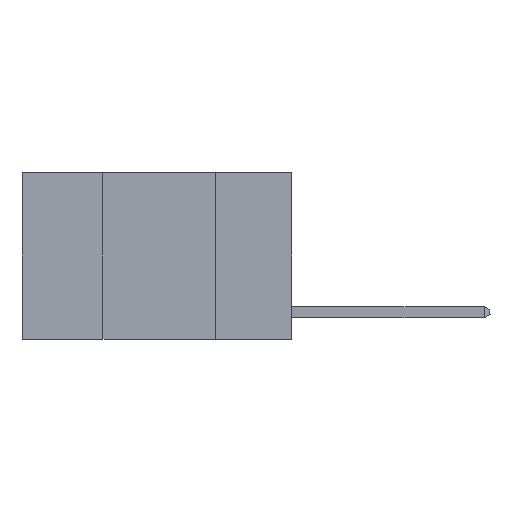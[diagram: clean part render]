
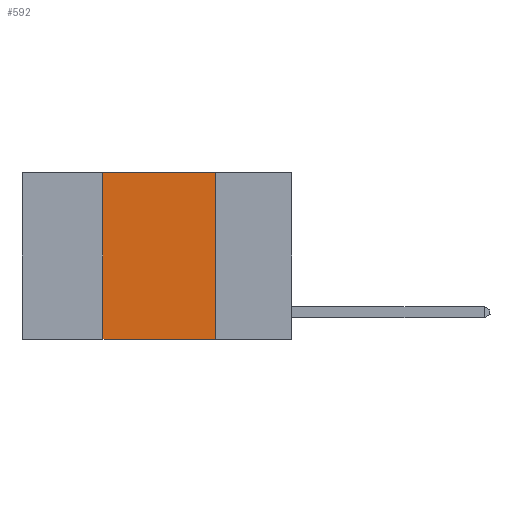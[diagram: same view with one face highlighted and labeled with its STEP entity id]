
A CAD part, left-side view. The second image highlights one B-rep face of the part: STEP entity #592.
In plain terms, the highlighted planar face has unit normal (-1, 0, 0).
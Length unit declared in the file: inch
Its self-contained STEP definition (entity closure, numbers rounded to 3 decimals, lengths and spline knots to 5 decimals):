
#592 = ADVANCED_FACE ( 'NONE', ( #2591 ), #1102, .F. ) ;
#764 = EDGE_CURVE ( 'NONE', #4292, #7468, #5114, .T. ) ;
#1046 = CARTESIAN_POINT ( 'NONE',  ( 0., 0.6, 0. ) ) ;
#1070 = VECTOR ( 'NONE', #6195, 39.37008 ) ;
#1102 = PLANE ( 'NONE',  #2919 ) ;
#1226 = VERTEX_POINT ( 'NONE', #9584 ) ;
#1279 = EDGE_CURVE ( 'NONE', #1226, #9208, #1938, .T. ) ;
#1736 = DIRECTION ( 'NONE',  ( 0., -1., 0. ) ) ;
#1867 = ORIENTED_EDGE ( 'NONE', *, *, #5844, .T. ) ;
#1938 = LINE ( 'NONE', #3619, #4431 ) ;
#2169 = LINE ( 'NONE', #7833, #1070 ) ;
#2591 = FACE_OUTER_BOUND ( 'NONE', #6564, .T. ) ;
#2919 = AXIS2_PLACEMENT_3D ( 'NONE', #1046, #6570, #9660 ) ;
#3619 = CARTESIAN_POINT ( 'NONE',  ( 0., 0.42, 0. ) ) ;
#3788 = CARTESIAN_POINT ( 'NONE',  ( 0., 0.42, 0. ) ) ;
#4292 = VERTEX_POINT ( 'NONE', #4756 ) ;
#4302 = CARTESIAN_POINT ( 'NONE',  ( 0., 0.17, 0. ) ) ;
#4431 = VECTOR ( 'NONE', #7467, 39.37008 ) ;
#4482 = VECTOR ( 'NONE', #1736, 39.37008 ) ;
#4655 = ORIENTED_EDGE ( 'NONE', *, *, #9248, .F. ) ;
#4756 = CARTESIAN_POINT ( 'NONE',  ( 0., 0.17, 0. ) ) ;
#4787 = CARTESIAN_POINT ( 'NONE',  ( 0., 0.6, -0.37 ) ) ;
#4942 = LINE ( 'NONE', #4787, #4482 ) ;
#5114 = LINE ( 'NONE', #4302, #7837 ) ;
#5774 = DIRECTION ( 'NONE',  ( 0., 0., -1. ) ) ;
#5844 = EDGE_CURVE ( 'NONE', #1226, #7468, #4942, .T. ) ;
#5885 = ORIENTED_EDGE ( 'NONE', *, *, #764, .F. ) ;
#6195 = DIRECTION ( 'NONE',  ( 0., -1., 0. ) ) ;
#6564 = EDGE_LOOP ( 'NONE', ( #5885, #4655, #9069, #1867 ) ) ;
#6570 = DIRECTION ( 'NONE',  ( 1., 0., 0. ) ) ;
#7467 = DIRECTION ( 'NONE',  ( 0., 0., 1. ) ) ;
#7468 = VERTEX_POINT ( 'NONE', #9123 ) ;
#7833 = CARTESIAN_POINT ( 'NONE',  ( 0., 0.6, 0. ) ) ;
#7837 = VECTOR ( 'NONE', #5774, 39.37008 ) ;
#9069 = ORIENTED_EDGE ( 'NONE', *, *, #1279, .F. ) ;
#9123 = CARTESIAN_POINT ( 'NONE',  ( 0., 0.17, -0.37 ) ) ;
#9208 = VERTEX_POINT ( 'NONE', #3788 ) ;
#9248 = EDGE_CURVE ( 'NONE', #9208, #4292, #2169, .T. ) ;
#9584 = CARTESIAN_POINT ( 'NONE',  ( 0., 0.42, -0.37 ) ) ;
#9660 = DIRECTION ( 'NONE',  ( 0., 0., -1. ) ) ;
